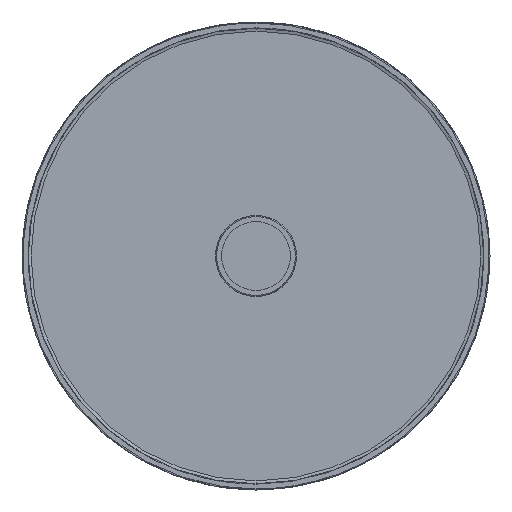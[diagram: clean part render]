
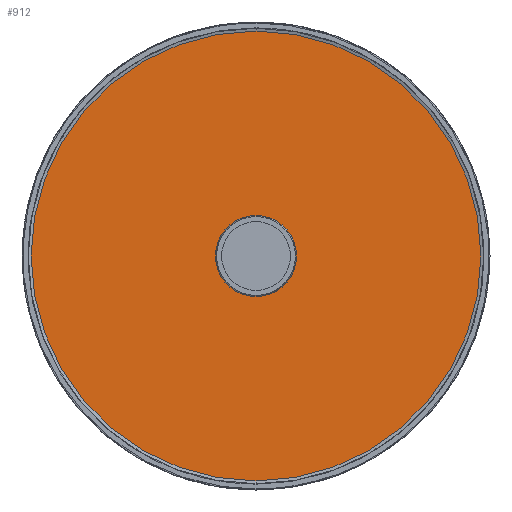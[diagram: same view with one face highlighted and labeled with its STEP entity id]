
A CAD part, left-side view. The second image highlights one B-rep face of the part: STEP entity #912.
In plain terms, the highlighted planar face has unit normal (-1, 0, 0).
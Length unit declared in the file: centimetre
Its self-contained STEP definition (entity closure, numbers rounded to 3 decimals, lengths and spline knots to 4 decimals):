
#5 = EDGE_CURVE ( 'NONE', #1402, #1022, #1408, .T. ) ;
#71 = AXIS2_PLACEMENT_3D ( 'NONE', #763, #890, #1011 ) ;
#112 = DIRECTION ( 'NONE',  ( 0., 0., -1. ) ) ;
#144 = FACE_OUTER_BOUND ( 'NONE', #1156, .T. ) ;
#169 = AXIS2_PLACEMENT_3D ( 'NONE', #1507, #791, #838 ) ;
#187 = ORIENTED_EDGE ( 'NONE', *, *, #1012, .F. ) ;
#193 = CIRCLE ( 'NONE', #169, 5.55 ) ;
#257 = EDGE_LOOP ( 'NONE', ( #469, #1464 ) ) ;
#275 = DIRECTION ( 'NONE',  ( 1., 0., 0. ) ) ;
#284 = EDGE_CURVE ( 'NONE', #926, #474, #498, .T. ) ;
#446 = DIRECTION ( 'NONE',  ( -1., 0., 0. ) ) ;
#459 = CARTESIAN_POINT ( 'NONE',  ( 0.37, 0., -5.55 ) ) ;
#469 = ORIENTED_EDGE ( 'NONE', *, *, #284, .F. ) ;
#474 = VERTEX_POINT ( 'NONE', #1307 ) ;
#498 = CIRCLE ( 'NONE', #618, 1. ) ;
#563 = DIRECTION ( 'NONE',  ( 1., 0., 0. ) ) ;
#618 = AXIS2_PLACEMENT_3D ( 'NONE', #1456, #446, #1369 ) ;
#735 = DIRECTION ( 'NONE',  ( 0., 0., -1. ) ) ;
#743 = CIRCLE ( 'NONE', #71, 1. ) ;
#763 = CARTESIAN_POINT ( 'NONE',  ( 0.37, 0., 0. ) ) ;
#791 = DIRECTION ( 'NONE',  ( 1., 0., 0. ) ) ;
#792 = AXIS2_PLACEMENT_3D ( 'NONE', #1232, #275, #735 ) ;
#838 = DIRECTION ( 'NONE',  ( 0., 0., -1. ) ) ;
#890 = DIRECTION ( 'NONE',  ( -1., 0., 0. ) ) ;
#912 = ADVANCED_FACE ( 'NONE', ( #144, #1258 ), #1305, .F. ) ;
#926 = VERTEX_POINT ( 'NONE', #1418 ) ;
#1011 = DIRECTION ( 'NONE',  ( 0., 0., 1. ) ) ;
#1012 = EDGE_CURVE ( 'NONE', #1022, #1402, #193, .T. ) ;
#1022 = VERTEX_POINT ( 'NONE', #459 ) ;
#1040 = CARTESIAN_POINT ( 'NONE',  ( 0.37, 4.25, 0. ) ) ;
#1156 = EDGE_LOOP ( 'NONE', ( #187, #1274 ) ) ;
#1217 = EDGE_CURVE ( 'NONE', #474, #926, #743, .T. ) ;
#1232 = CARTESIAN_POINT ( 'NONE',  ( 0.37, 0., 0. ) ) ;
#1258 = FACE_BOUND ( 'NONE', #257, .T. ) ;
#1274 = ORIENTED_EDGE ( 'NONE', *, *, #5, .F. ) ;
#1305 = PLANE ( 'NONE',  #1481 ) ;
#1307 = CARTESIAN_POINT ( 'NONE',  ( 0.37, 0., -1. ) ) ;
#1369 = DIRECTION ( 'NONE',  ( 0., 0., 1. ) ) ;
#1402 = VERTEX_POINT ( 'NONE', #1496 ) ;
#1408 = CIRCLE ( 'NONE', #792, 5.55 ) ;
#1418 = CARTESIAN_POINT ( 'NONE',  ( 0.37, 0., 1. ) ) ;
#1456 = CARTESIAN_POINT ( 'NONE',  ( 0.37, 0., 0. ) ) ;
#1464 = ORIENTED_EDGE ( 'NONE', *, *, #1217, .F. ) ;
#1481 = AXIS2_PLACEMENT_3D ( 'NONE', #1040, #563, #112 ) ;
#1496 = CARTESIAN_POINT ( 'NONE',  ( 0.37, 0., 5.55 ) ) ;
#1507 = CARTESIAN_POINT ( 'NONE',  ( 0.37, 0., 0. ) ) ;
